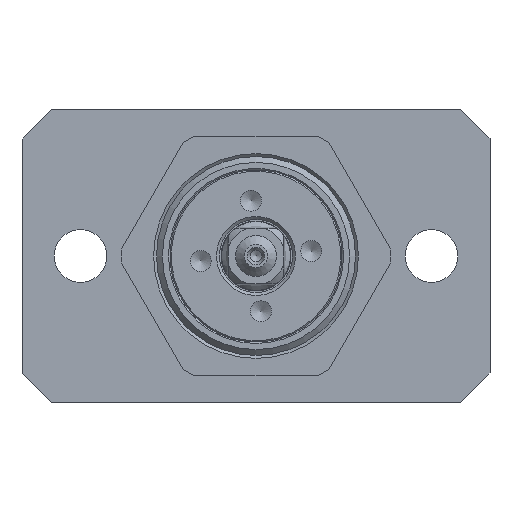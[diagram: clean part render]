
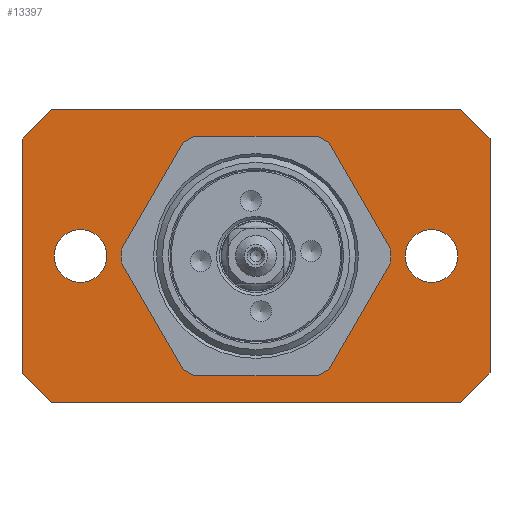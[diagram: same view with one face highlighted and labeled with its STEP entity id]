
A CAD part, front view. The second image highlights one B-rep face of the part: STEP entity #13397.
In plain terms, the highlighted planar face has unit normal (0, -1, 0).
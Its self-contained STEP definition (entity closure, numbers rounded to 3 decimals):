
#206=LINE('',#20895,#929);
#209=LINE('',#20903,#932);
#212=LINE('',#20911,#935);
#215=LINE('',#20919,#938);
#218=LINE('',#20927,#941);
#221=LINE('',#20934,#944);
#222=LINE('',#21225,#945);
#223=LINE('',#21227,#946);
#224=LINE('',#21229,#947);
#225=LINE('',#21231,#948);
#226=LINE('',#21233,#949);
#227=LINE('',#21235,#950);
#228=LINE('',#21237,#951);
#229=LINE('',#21238,#952);
#929=VECTOR('',#16361,10.);
#932=VECTOR('',#16370,10.);
#935=VECTOR('',#16379,10.);
#938=VECTOR('',#16388,10.);
#941=VECTOR('',#16397,10.);
#944=VECTOR('',#16406,10.);
#945=VECTOR('',#16483,10.);
#946=VECTOR('',#16484,10.);
#947=VECTOR('',#16485,10.);
#948=VECTOR('',#16486,10.);
#949=VECTOR('',#16487,10.);
#950=VECTOR('',#16488,10.);
#951=VECTOR('',#16489,10.);
#952=VECTOR('',#16490,10.);
#2166=FACE_BOUND('',#3378,.T.);
#2167=FACE_BOUND('',#3379,.T.);
#2168=FACE_BOUND('',#3380,.T.);
#2480=FACE_OUTER_BOUND('',#3377,.T.);
#3377=EDGE_LOOP('',(#8664,#8665,#8666,#8667,#8668,#8669,#8670,#8671));
#3378=EDGE_LOOP('',(#8672,#8673,#8674,#8675,#8676,#8677,#8678,#8679,#8680,
#8681,#8682,#8683));
#3379=EDGE_LOOP('',(#8684));
#3380=EDGE_LOOP('',(#8685));
#4468=CIRCLE('',#14337,23.);
#4469=CIRCLE('',#14340,23.);
#4470=CIRCLE('',#14343,23.);
#4471=CIRCLE('',#14346,23.);
#4472=CIRCLE('',#14349,23.);
#4473=CIRCLE('',#14352,23.);
#4493=CIRCLE('',#14392,4.5);
#4494=CIRCLE('',#14393,4.5);
#5403=VERTEX_POINT('',#20888);
#5404=VERTEX_POINT('',#20889);
#5405=VERTEX_POINT('',#20894);
#5406=VERTEX_POINT('',#20898);
#5407=VERTEX_POINT('',#20902);
#5408=VERTEX_POINT('',#20906);
#5409=VERTEX_POINT('',#20910);
#5410=VERTEX_POINT('',#20914);
#5411=VERTEX_POINT('',#20918);
#5412=VERTEX_POINT('',#20922);
#5413=VERTEX_POINT('',#20926);
#5414=VERTEX_POINT('',#20930);
#5443=VERTEX_POINT('',#21223);
#5444=VERTEX_POINT('',#21224);
#5445=VERTEX_POINT('',#21226);
#5446=VERTEX_POINT('',#21228);
#5447=VERTEX_POINT('',#21230);
#5448=VERTEX_POINT('',#21232);
#5449=VERTEX_POINT('',#21234);
#5450=VERTEX_POINT('',#21236);
#5451=VERTEX_POINT('',#21239);
#5452=VERTEX_POINT('',#21241);
#6668=EDGE_CURVE('',#5403,#5404,#4468,.T.);
#6671=EDGE_CURVE('',#5405,#5403,#206,.T.);
#6673=EDGE_CURVE('',#5406,#5405,#4469,.T.);
#6675=EDGE_CURVE('',#5407,#5406,#209,.T.);
#6677=EDGE_CURVE('',#5408,#5407,#4470,.T.);
#6679=EDGE_CURVE('',#5409,#5408,#212,.T.);
#6681=EDGE_CURVE('',#5410,#5409,#4471,.T.);
#6683=EDGE_CURVE('',#5411,#5410,#215,.T.);
#6685=EDGE_CURVE('',#5412,#5411,#4472,.T.);
#6687=EDGE_CURVE('',#5413,#5412,#218,.T.);
#6689=EDGE_CURVE('',#5414,#5413,#4473,.T.);
#6691=EDGE_CURVE('',#5404,#5414,#221,.T.);
#6725=EDGE_CURVE('',#5443,#5444,#222,.T.);
#6726=EDGE_CURVE('',#5445,#5443,#223,.T.);
#6727=EDGE_CURVE('',#5446,#5445,#224,.T.);
#6728=EDGE_CURVE('',#5447,#5446,#225,.T.);
#6729=EDGE_CURVE('',#5448,#5447,#226,.T.);
#6730=EDGE_CURVE('',#5449,#5448,#227,.T.);
#6731=EDGE_CURVE('',#5450,#5449,#228,.T.);
#6732=EDGE_CURVE('',#5444,#5450,#229,.T.);
#6733=EDGE_CURVE('',#5451,#5451,#4493,.T.);
#6734=EDGE_CURVE('',#5452,#5452,#4494,.T.);
#8664=ORIENTED_EDGE('',*,*,#6725,.F.);
#8665=ORIENTED_EDGE('',*,*,#6726,.F.);
#8666=ORIENTED_EDGE('',*,*,#6727,.F.);
#8667=ORIENTED_EDGE('',*,*,#6728,.F.);
#8668=ORIENTED_EDGE('',*,*,#6729,.F.);
#8669=ORIENTED_EDGE('',*,*,#6730,.F.);
#8670=ORIENTED_EDGE('',*,*,#6731,.F.);
#8671=ORIENTED_EDGE('',*,*,#6732,.F.);
#8672=ORIENTED_EDGE('',*,*,#6668,.T.);
#8673=ORIENTED_EDGE('',*,*,#6691,.T.);
#8674=ORIENTED_EDGE('',*,*,#6689,.T.);
#8675=ORIENTED_EDGE('',*,*,#6687,.T.);
#8676=ORIENTED_EDGE('',*,*,#6685,.T.);
#8677=ORIENTED_EDGE('',*,*,#6683,.T.);
#8678=ORIENTED_EDGE('',*,*,#6681,.T.);
#8679=ORIENTED_EDGE('',*,*,#6679,.T.);
#8680=ORIENTED_EDGE('',*,*,#6677,.T.);
#8681=ORIENTED_EDGE('',*,*,#6675,.T.);
#8682=ORIENTED_EDGE('',*,*,#6673,.T.);
#8683=ORIENTED_EDGE('',*,*,#6671,.T.);
#8684=ORIENTED_EDGE('',*,*,#6733,.T.);
#8685=ORIENTED_EDGE('',*,*,#6734,.T.);
#12035=PLANE('',#14391);
#13397=ADVANCED_FACE('',(#2480,#2166,#2167,#2168),#12035,.F.);
#14337=AXIS2_PLACEMENT_3D('',#20890,#16355,#16356);
#14340=AXIS2_PLACEMENT_3D('',#20899,#16365,#16366);
#14343=AXIS2_PLACEMENT_3D('',#20907,#16374,#16375);
#14346=AXIS2_PLACEMENT_3D('',#20915,#16383,#16384);
#14349=AXIS2_PLACEMENT_3D('',#20923,#16392,#16393);
#14352=AXIS2_PLACEMENT_3D('',#20931,#16401,#16402);
#14391=AXIS2_PLACEMENT_3D('',#21222,#16481,#16482);
#14392=AXIS2_PLACEMENT_3D('',#21240,#16491,#16492);
#14393=AXIS2_PLACEMENT_3D('',#21242,#16493,#16494);
#16355=DIRECTION('center_axis',(0.,1.,0.));
#16356=DIRECTION('ref_axis',(0.545,0.,-0.838));
#16361=DIRECTION('',(0.5,0.,0.866));
#16365=DIRECTION('center_axis',(0.,1.,0.));
#16366=DIRECTION('ref_axis',(0.999,0.,0.053));
#16370=DIRECTION('',(-0.5,0.,0.866));
#16374=DIRECTION('center_axis',(0.,1.,0.));
#16375=DIRECTION('ref_axis',(0.453,0.,0.891));
#16379=DIRECTION('',(-1.,0.,0.));
#16383=DIRECTION('center_axis',(0.,1.,0.));
#16384=DIRECTION('ref_axis',(-0.545,0.,0.838));
#16388=DIRECTION('',(-0.5,0.,-0.866));
#16392=DIRECTION('center_axis',(0.,1.,0.));
#16393=DIRECTION('ref_axis',(-0.999,0.,-0.053));
#16397=DIRECTION('',(0.5,0.,-0.866));
#16401=DIRECTION('center_axis',(0.,1.,0.));
#16402=DIRECTION('ref_axis',(-0.453,0.,-0.891));
#16406=DIRECTION('',(1.,0.,0.));
#16481=DIRECTION('center_axis',(0.,1.,0.));
#16482=DIRECTION('ref_axis',(-1.,0.,0.));
#16483=DIRECTION('',(-0.707,0.,-0.707));
#16484=DIRECTION('',(0.,0.,-1.));
#16485=DIRECTION('',(0.707,0.,-0.707));
#16486=DIRECTION('',(1.,0.,0.));
#16487=DIRECTION('',(0.707,0.,0.707));
#16488=DIRECTION('',(0.,0.,1.));
#16489=DIRECTION('',(-0.707,0.,0.707));
#16490=DIRECTION('',(-1.,0.,0.));
#16491=DIRECTION('center_axis',(0.,1.,0.));
#16492=DIRECTION('ref_axis',(-1.,0.,0.));
#16493=DIRECTION('center_axis',(0.,1.,0.));
#16494=DIRECTION('ref_axis',(-1.,0.,0.));
#20888=CARTESIAN_POINT('',(-12.539,0.,19.281));
#20889=CARTESIAN_POINT('',(-10.428,0.,20.5));
#20890=CARTESIAN_POINT('Origin',(0.,0.,0.));
#20894=CARTESIAN_POINT('',(-22.968,0.,1.219));
#20895=CARTESIAN_POINT('',(-15.146,0.,14.766));
#20898=CARTESIAN_POINT('',(-22.968,0.,-1.219));
#20899=CARTESIAN_POINT('Origin',(0.,0.,0.));
#20902=CARTESIAN_POINT('',(-12.539,0.,-19.281));
#20903=CARTESIAN_POINT('',(-20.361,0.,-5.734));
#20906=CARTESIAN_POINT('',(-10.428,0.,-20.5));
#20907=CARTESIAN_POINT('Origin',(0.,0.,0.));
#20910=CARTESIAN_POINT('',(10.428,0.,-20.5));
#20911=CARTESIAN_POINT('',(-5.214,0.,-20.5));
#20914=CARTESIAN_POINT('',(12.539,0.,-19.281));
#20915=CARTESIAN_POINT('Origin',(0.,0.,0.));
#20918=CARTESIAN_POINT('',(22.968,0.,-1.219));
#20919=CARTESIAN_POINT('',(15.146,0.,-14.766));
#20922=CARTESIAN_POINT('',(22.968,0.,1.219));
#20923=CARTESIAN_POINT('Origin',(0.,0.,0.));
#20926=CARTESIAN_POINT('',(12.539,0.,19.281));
#20927=CARTESIAN_POINT('',(20.361,0.,5.734));
#20930=CARTESIAN_POINT('',(10.428,0.,20.5));
#20931=CARTESIAN_POINT('Origin',(0.,0.,0.));
#20934=CARTESIAN_POINT('',(5.214,0.,20.5));
#21222=CARTESIAN_POINT('Origin',(0.,0.,
0.));
#21223=CARTESIAN_POINT('',(40.,0.,-20.));
#21224=CARTESIAN_POINT('',(35.,0.,-25.));
#21225=CARTESIAN_POINT('',(33.75,0.,-26.25));
#21226=CARTESIAN_POINT('',(40.,0.,20.));
#21227=CARTESIAN_POINT('',(40.,0.,25.));
#21228=CARTESIAN_POINT('',(35.,0.,25.));
#21229=CARTESIAN_POINT('',(33.75,0.,26.25));
#21230=CARTESIAN_POINT('',(-35.,0.,25.));
#21231=CARTESIAN_POINT('',(-40.,0.,25.));
#21232=CARTESIAN_POINT('',(-40.,0.,20.));
#21233=CARTESIAN_POINT('',(-33.75,0.,26.25));
#21234=CARTESIAN_POINT('',(-40.,0.,-20.));
#21235=CARTESIAN_POINT('',(-40.,0.,-25.));
#21236=CARTESIAN_POINT('',(-35.,0.,-25.));
#21237=CARTESIAN_POINT('',(-33.75,0.,-26.25));
#21238=CARTESIAN_POINT('',(40.,0.,-25.));
#21239=CARTESIAN_POINT('',(34.5,0.,0.));
#21240=CARTESIAN_POINT('Origin',(30.,0.,0.));
#21241=CARTESIAN_POINT('',(-25.5,0.,0.));
#21242=CARTESIAN_POINT('Origin',(-30.,0.,0.));
